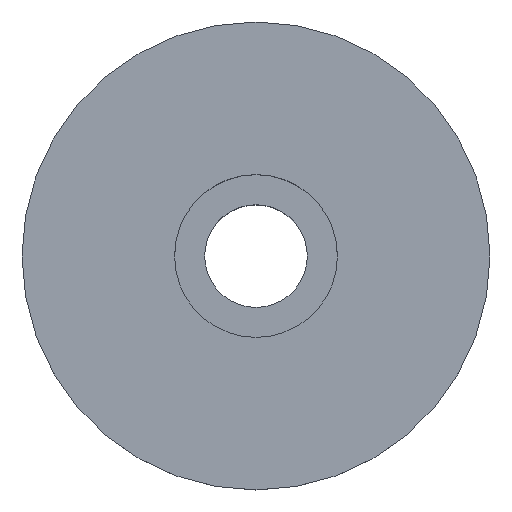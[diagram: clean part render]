
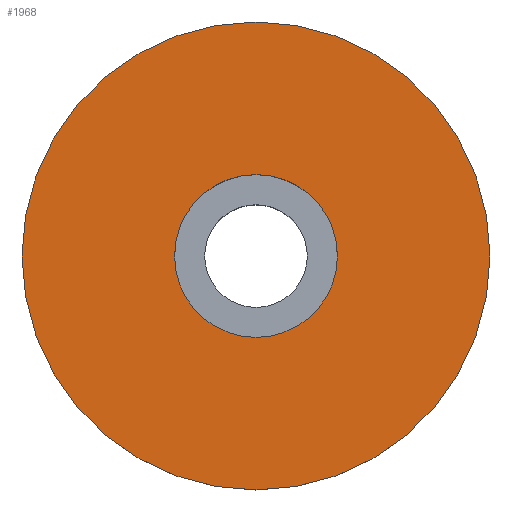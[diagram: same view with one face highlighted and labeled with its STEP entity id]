
A CAD part, top view. The second image highlights one B-rep face of the part: STEP entity #1968.
In plain terms, the highlighted planar face has unit normal (0, 0, 1).
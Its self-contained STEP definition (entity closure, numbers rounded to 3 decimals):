
#47=FACE_BOUND('',#350,.T.);
#104=CIRCLE('',#2149,11.1);
#110=CIRCLE('',#2159,31.9);
#228=FACE_OUTER_BOUND('',#349,.T.);
#349=EDGE_LOOP('',(#1724));
#350=EDGE_LOOP('',(#1725));
#922=VERTEX_POINT('',#3268);
#928=VERTEX_POINT('',#3286);
#1187=EDGE_CURVE('',#922,#922,#104,.T.);
#1195=EDGE_CURVE('',#928,#928,#110,.T.);
#1724=ORIENTED_EDGE('',*,*,#1195,.T.);
#1725=ORIENTED_EDGE('',*,*,#1187,.T.);
#1858=PLANE('',#2160);
#1968=ADVANCED_FACE('',(#228,#47),#1858,.T.);
#2149=AXIS2_PLACEMENT_3D('',#3269,#2689,#2690);
#2159=AXIS2_PLACEMENT_3D('',#3287,#2711,#2712);
#2160=AXIS2_PLACEMENT_3D('',#3289,#2714,#2715);
#2689=DIRECTION('center_axis',(0.,0.,-1.));
#2690=DIRECTION('ref_axis',(-1.,0.,0.));
#2711=DIRECTION('center_axis',(0.,0.,1.));
#2712=DIRECTION('ref_axis',(-1.,0.,0.));
#2714=DIRECTION('center_axis',(0.,0.,1.));
#2715=DIRECTION('ref_axis',(-1.,0.,0.));
#3268=CARTESIAN_POINT('',(11.1,0.,101.75));
#3269=CARTESIAN_POINT('Origin',(0.,0.,101.75));
#3286=CARTESIAN_POINT('',(31.9,0.,101.75));
#3287=CARTESIAN_POINT('Origin',(0.,0.,101.75));
#3289=CARTESIAN_POINT('Origin',(0.,0.,101.75));
